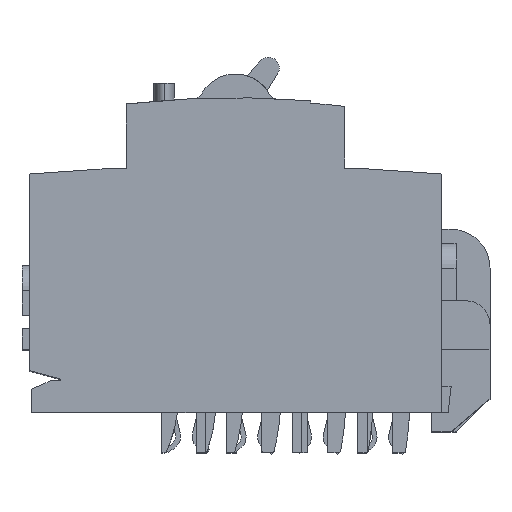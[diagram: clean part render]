
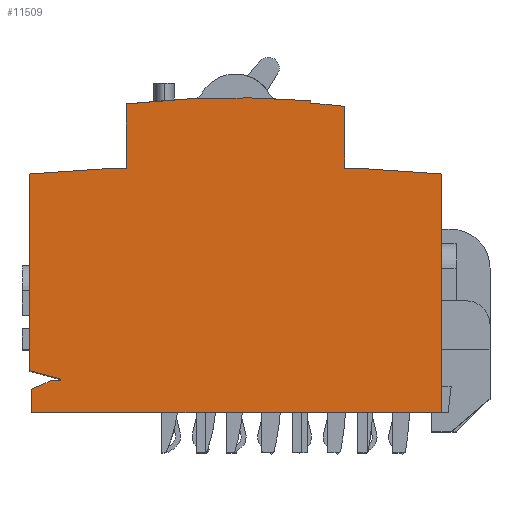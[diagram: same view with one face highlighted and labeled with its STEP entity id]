
A CAD part, top view. The second image highlights one B-rep face of the part: STEP entity #11509.
In plain terms, the highlighted planar face has unit normal (0, 0, 1).
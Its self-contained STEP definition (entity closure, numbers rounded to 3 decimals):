
#29 = AXIS2_PLACEMENT_3D ( 'NONE', #6713, #2604, #9801 ) ;
#198 = ORIENTED_EDGE ( 'NONE', *, *, #9438, .T. ) ;
#220 = VERTEX_POINT ( 'NONE', #10149 ) ;
#376 = CARTESIAN_POINT ( 'NONE',  ( -36., 6.5, 0. ) ) ;
#403 = CARTESIAN_POINT ( 'NONE',  ( -42., 4.7, 0. ) ) ;
#479 = ORIENTED_EDGE ( 'NONE', *, *, #11808, .T. ) ;
#513 = VECTOR ( 'NONE', #8087, 1000. ) ;
#666 = EDGE_CURVE ( 'NONE', #6765, #8930, #9297, .T. ) ;
#694 = VECTOR ( 'NONE', #4866, 1000. ) ;
#696 = CARTESIAN_POINT ( 'NONE',  ( 0., -135.2, 0. ) ) ;
#768 = VERTEX_POINT ( 'NONE', #9383 ) ;
#1008 = LINE ( 'NONE', #10207, #3443 ) ;
#1253 = LINE ( 'NONE', #12916, #11920 ) ;
#1436 = VERTEX_POINT ( 'NONE', #2649 ) ;
#1456 = VERTEX_POINT ( 'NONE', #376 ) ;
#1595 = VECTOR ( 'NONE', #7136, 1000. ) ;
#1739 = ORIENTED_EDGE ( 'NONE', *, *, #12095, .T. ) ;
#1760 = ORIENTED_EDGE ( 'NONE', *, *, #6249, .T. ) ;
#1848 = ORIENTED_EDGE ( 'NONE', *, *, #4635, .T. ) ;
#1986 = EDGE_CURVE ( 'NONE', #6968, #220, #6823, .T. ) ;
#2114 = ORIENTED_EDGE ( 'NONE', *, *, #11021, .T. ) ;
#2255 = DIRECTION ( 'NONE',  ( 0., -1., 0. ) ) ;
#2265 = LINE ( 'NONE', #2651, #3075 ) ;
#2322 = ORIENTED_EDGE ( 'NONE', *, *, #9177, .T. ) ;
#2470 = VERTEX_POINT ( 'NONE', #2494 ) ;
#2475 = CARTESIAN_POINT ( 'NONE',  ( 25., 50.3, 0. ) ) ;
#2494 = CARTESIAN_POINT ( 'NONE',  ( -42.5, 49.076, 0. ) ) ;
#2604 = DIRECTION ( 'NONE',  ( 0., 0., 1. ) ) ;
#2632 = CARTESIAN_POINT ( 'NONE',  ( -42., 0., 0. ) ) ;
#2644 = EDGE_CURVE ( 'NONE', #8930, #13084, #12151, .T. ) ;
#2649 = CARTESIAN_POINT ( 'NONE',  ( 42.5, 0., 0. ) ) ;
#2651 = CARTESIAN_POINT ( 'NONE',  ( -42.5, 8.542, 0. ) ) ;
#2653 = VERTEX_POINT ( 'NONE', #10982 ) ;
#2667 = EDGE_CURVE ( 'NONE', #1436, #13168, #4237, .T. ) ;
#2688 = VECTOR ( 'NONE', #12784, 1000. ) ;
#2730 = ORIENTED_EDGE ( 'NONE', *, *, #1986, .T. ) ;
#2782 = LINE ( 'NONE', #11115, #10342 ) ;
#2800 = DIRECTION ( 'NONE',  ( 1., 0., 0. ) ) ;
#2833 = EDGE_CURVE ( 'NONE', #768, #1456, #5321, .T. ) ;
#3075 = VECTOR ( 'NONE', #7847, 1000. ) ;
#3095 = DIRECTION ( 'NONE',  ( 0., 0., 1. ) ) ;
#3159 = VECTOR ( 'NONE', #2255, 1000. ) ;
#3367 = CARTESIAN_POINT ( 'NONE',  ( -36., 6.8, 0. ) ) ;
#3408 = EDGE_CURVE ( 'NONE', #11185, #1436, #2782, .T. ) ;
#3429 = CARTESIAN_POINT ( 'NONE',  ( -42.5, 8.542, 0. ) ) ;
#3443 = VECTOR ( 'NONE', #9271, 1000. ) ;
#3514 = VECTOR ( 'NONE', #3780, 1000. ) ;
#3517 = CARTESIAN_POINT ( 'NONE',  ( 42.5, 0., 0. ) ) ;
#3780 = DIRECTION ( 'NONE',  ( -0.998, -0.07, 0. ) ) ;
#3850 = DIRECTION ( 'NONE',  ( 1., 0., 0. ) ) ;
#3994 = DIRECTION ( 'NONE',  ( 0., -1., 0. ) ) ;
#4118 = ORIENTED_EDGE ( 'NONE', *, *, #3408, .T. ) ;
#4203 = ORIENTED_EDGE ( 'NONE', *, *, #6603, .T. ) ;
#4237 = LINE ( 'NONE', #3517, #10860 ) ;
#4467 = CIRCLE ( 'NONE', #5881, 199.5 ) ;
#4488 = DIRECTION ( 'NONE',  ( 0., -1., 0. ) ) ;
#4635 = EDGE_CURVE ( 'NONE', #2470, #7220, #4799, .T. ) ;
#4708 = EDGE_CURVE ( 'NONE', #9202, #13228, #9909, .T. ) ;
#4799 = LINE ( 'NONE', #5112, #12555 ) ;
#4810 = LINE ( 'NONE', #8104, #1595 ) ;
#4866 = DIRECTION ( 'NONE',  ( -1., 0., 0. ) ) ;
#4923 = LINE ( 'NONE', #403, #9625 ) ;
#5112 = CARTESIAN_POINT ( 'NONE',  ( -42.5, 49.076, 0. ) ) ;
#5147 = CARTESIAN_POINT ( 'NONE',  ( -38., 6.5, 0. ) ) ;
#5321 = LINE ( 'NONE', #3367, #5480 ) ;
#5439 = LINE ( 'NONE', #10954, #3514 ) ;
#5480 = VECTOR ( 'NONE', #4488, 1000. ) ;
#5536 = EDGE_CURVE ( 'NONE', #7220, #768, #2265, .T. ) ;
#5659 = CIRCLE ( 'NONE', #29, 200. ) ;
#5827 = CARTESIAN_POINT ( 'NONE',  ( 25., 50.3, 0. ) ) ;
#5881 = AXIS2_PLACEMENT_3D ( 'NONE', #10345, #3095, #10386 ) ;
#6131 = CARTESIAN_POINT ( 'NONE',  ( -42., 4.7, 0. ) ) ;
#6249 = EDGE_CURVE ( 'NONE', #13084, #2470, #5439, .T. ) ;
#6518 = EDGE_CURVE ( 'NONE', #220, #11878, #4810, .T. ) ;
#6603 = EDGE_CURVE ( 'NONE', #13168, #6968, #1253, .T. ) ;
#6707 = ORIENTED_EDGE ( 'NONE', *, *, #2667, .T. ) ;
#6713 = CARTESIAN_POINT ( 'NONE',  ( 0., -135.2, 0. ) ) ;
#6765 = VERTEX_POINT ( 'NONE', #8113 ) ;
#6777 = CARTESIAN_POINT ( 'NONE',  ( -22.5, 50.3, 0. ) ) ;
#6823 = LINE ( 'NONE', #5827, #694 ) ;
#6968 = VERTEX_POINT ( 'NONE', #2475 ) ;
#7136 = DIRECTION ( 'NONE',  ( 0., 1., 0. ) ) ;
#7221 = ORIENTED_EDGE ( 'NONE', *, *, #666, .T. ) ;
#7220 = VERTEX_POINT ( 'NONE', #3429 ) ;
#7425 = CARTESIAN_POINT ( 'NONE',  ( -38., 6.5, 0. ) ) ;
#7847 = DIRECTION ( 'NONE',  ( 0.966, -0.259, 0. ) ) ;
#8009 = VERTEX_POINT ( 'NONE', #11133 ) ;
#8087 = DIRECTION ( 'NONE',  ( -1., 0., 0. ) ) ;
#8104 = CARTESIAN_POINT ( 'NONE',  ( 22.5, 50.3, 0. ) ) ;
#8113 = CARTESIAN_POINT ( 'NONE',  ( -22.5, 63.53, 0. ) ) ;
#8417 = DIRECTION ( 'NONE',  ( -0.912, -0.41, 0. ) ) ;
#8422 = CARTESIAN_POINT ( 'NONE',  ( -22.5, 50.3, 0. ) ) ;
#8816 = DIRECTION ( 'NONE',  ( -0.998, 0.07, 0. ) ) ;
#8930 = VERTEX_POINT ( 'NONE', #6777 ) ;
#8949 = DIRECTION ( 'NONE',  ( 0., 0., 1. ) ) ;
#8981 = FACE_OUTER_BOUND ( 'NONE', #11090, .T. ) ;
#9152 = CARTESIAN_POINT ( 'NONE',  ( 22.5, 63.027, 0. ) ) ;
#9177 = EDGE_CURVE ( 'NONE', #1456, #9202, #1008, .T. ) ;
#9202 = VERTEX_POINT ( 'NONE', #5147 ) ;
#9271 = DIRECTION ( 'NONE',  ( -1., 0., 0. ) ) ;
#9297 = LINE ( 'NONE', #8422, #3159 ) ;
#9383 = CARTESIAN_POINT ( 'NONE',  ( -36., 6.8, 0. ) ) ;
#9438 = EDGE_CURVE ( 'NONE', #8009, #6765, #5659, .T. ) ;
#9446 = ORIENTED_EDGE ( 'NONE', *, *, #5536, .T. ) ;
#9625 = VECTOR ( 'NONE', #12283, 1000. ) ;
#9723 = CARTESIAN_POINT ( 'NONE',  ( 15.5, 63.697, 0. ) ) ;
#9801 = DIRECTION ( 'NONE',  ( 1., 0., 0. ) ) ;
#9907 = CARTESIAN_POINT ( 'NONE',  ( 42.5, 49.076, 0. ) ) ;
#9909 = LINE ( 'NONE', #7425, #12318 ) ;
#10070 = ORIENTED_EDGE ( 'NONE', *, *, #2833, .T. ) ;
#10149 = CARTESIAN_POINT ( 'NONE',  ( 22.5, 50.3, 0. ) ) ;
#10207 = CARTESIAN_POINT ( 'NONE',  ( -36., 6.5, 0. ) ) ;
#10342 = VECTOR ( 'NONE', #3850, 1000. ) ;
#10345 = CARTESIAN_POINT ( 'NONE',  ( 0., -135.2, 0. ) ) ;
#10386 = DIRECTION ( 'NONE',  ( 1., 0., 0. ) ) ;
#10411 = LINE ( 'NONE', #9723, #2688 ) ;
#10590 = ORIENTED_EDGE ( 'NONE', *, *, #4708, .T. ) ;
#10860 = VECTOR ( 'NONE', #11244, 1000. ) ;
#10954 = CARTESIAN_POINT ( 'NONE',  ( -25., 50.3, 0. ) ) ;
#10982 = CARTESIAN_POINT ( 'NONE',  ( 15.5, 63.697, 0. ) ) ;
#11021 = EDGE_CURVE ( 'NONE', #11878, #2653, #4467, .T. ) ;
#11090 = EDGE_LOOP ( 'NONE', ( #7221, #11107, #1760, #1848, #9446, #10070, #2322, #10590, #479, #4118, #6707, #4203, #2730, #13246, #2114, #1739, #198 ) ) ;
#11107 = ORIENTED_EDGE ( 'NONE', *, *, #2644, .T. ) ;
#11115 = CARTESIAN_POINT ( 'NONE',  ( -42., 0., 0. ) ) ;
#11133 = CARTESIAN_POINT ( 'NONE',  ( 15.5, 64.198, 0. ) ) ;
#11185 = VERTEX_POINT ( 'NONE', #2632 ) ;
#11244 = DIRECTION ( 'NONE',  ( 0., 1., 0. ) ) ;
#11509 = ADVANCED_FACE ( 'NONE', ( #8981 ), #12923, .T. ) ;
#11808 = EDGE_CURVE ( 'NONE', #13228, #11185, #4923, .T. ) ;
#11878 = VERTEX_POINT ( 'NONE', #9152 ) ;
#11920 = VECTOR ( 'NONE', #8816, 1000. ) ;
#11983 = CARTESIAN_POINT ( 'NONE',  ( -25., 50.3, 0. ) ) ;
#12095 = EDGE_CURVE ( 'NONE', #2653, #8009, #10411, .T. ) ;
#12151 = LINE ( 'NONE', #12199, #513 ) ;
#12199 = CARTESIAN_POINT ( 'NONE',  ( -22.5, 50.3, 0. ) ) ;
#12283 = DIRECTION ( 'NONE',  ( 0., -1., 0. ) ) ;
#12318 = VECTOR ( 'NONE', #8417, 1000. ) ;
#12555 = VECTOR ( 'NONE', #3994, 1000. ) ;
#12784 = DIRECTION ( 'NONE',  ( 0., 1., 0. ) ) ;
#12916 = CARTESIAN_POINT ( 'NONE',  ( 42.5, 49.076, 0. ) ) ;
#12923 = PLANE ( 'NONE',  #13174 ) ;
#13084 = VERTEX_POINT ( 'NONE', #11983 ) ;
#13168 = VERTEX_POINT ( 'NONE', #9907 ) ;
#13174 = AXIS2_PLACEMENT_3D ( 'NONE', #696, #8949, #2800 ) ;
#13228 = VERTEX_POINT ( 'NONE', #6131 ) ;
#13246 = ORIENTED_EDGE ( 'NONE', *, *, #6518, .T. ) ;
